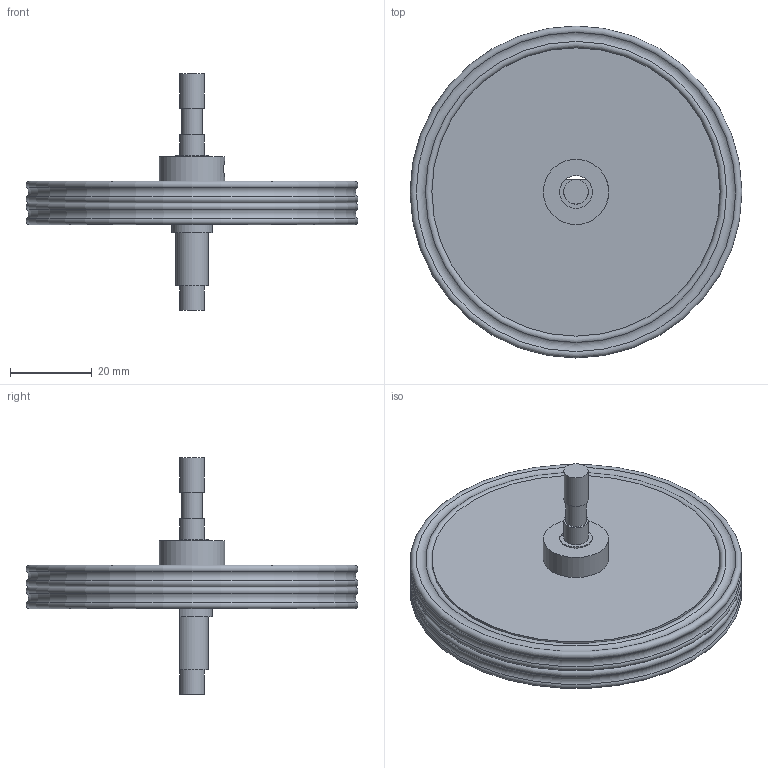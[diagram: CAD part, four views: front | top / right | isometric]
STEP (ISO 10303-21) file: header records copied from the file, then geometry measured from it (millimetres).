
FILE_DESCRIPTION(/* description */ (''),/* implementation_level */ '2;1');
FILE_NAME(/* name */ 'arbre_roue.stp',/* time_stamp */ '2025-03-27T21:33:56+01:00',/* author */ ('enezl'),/* organization */ (''),/* preprocessor_version */ 'ST-DEVELOPER v20',/* originating_system */ 'Autodesk Inventor 2025',/* authorisation */ '');
FILE_SCHEMA (('AUTOMOTIVE_DESIGN { 1 0 10303 214 3 1 1 }'));
Length unit declared in the file: millimetre
Products named in the file (4): arbre_roue; arbre_roue_1; roue; joint_jf4_libre_202003
Assembly tree (4 placements, depth 2):
  arbre_roue
    arbre_roue_1
    roue
    joint_jf4_libre_202003  x2
Bounding box: 81.3 x 81.3 x 58 mm (x, y, z)
Volume: 55771.4 mm3; surface area: 22538.3 mm2
Topology: 4 solids, 4 shells, 45 faces, 90 edges, 52 vertices
Faces by surface type: torus 16, cylinder 13, plane 12, cone 4
Full cylindrical faces by diameter (mm): 3.9 x1, 5 x1, 6 x3, 8 x1, 16 x1, 70.6 x3
Entity records: 1217 total; most frequent: CARTESIAN_POINT 229, DIRECTION 206, ORIENTED_EDGE 148, AXIS2_PLACEMENT_3D 89, EDGE_CURVE 74, CIRCLE 44, EDGE_LOOP 44, VERTEX_POINT 44
